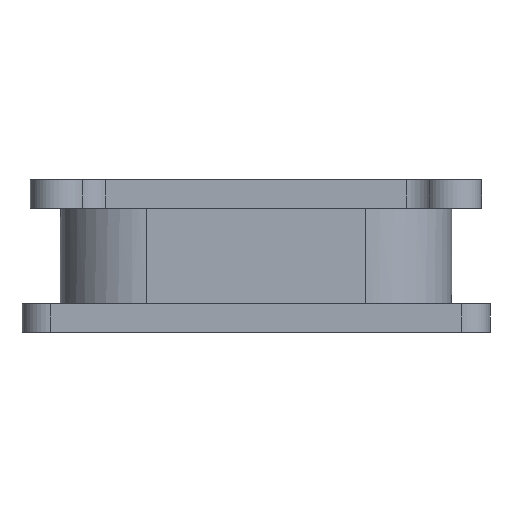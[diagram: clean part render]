
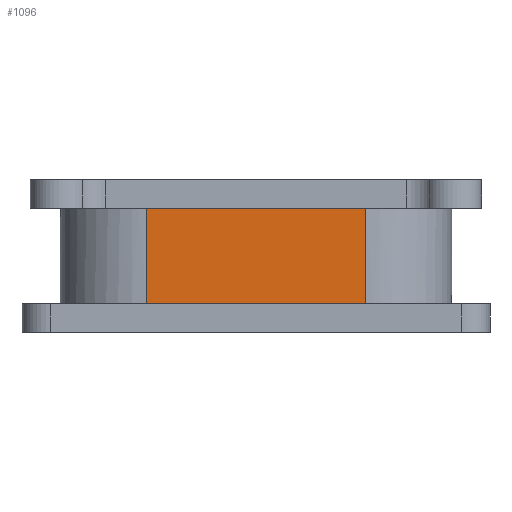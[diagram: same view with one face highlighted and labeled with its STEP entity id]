
A CAD part, front view. The second image highlights one B-rep face of the part: STEP entity #1096.
In plain terms, the highlighted free-form (B-spline) face has degree [1, 1] with [2, 2] control points.
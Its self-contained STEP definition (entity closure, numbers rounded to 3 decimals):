
#470 = VERTEX_POINT('',#471);
#471 = CARTESIAN_POINT('',(49.757,-88.697,
    56.247));
#517 = VERTEX_POINT('',#518);
#518 = CARTESIAN_POINT('',(-49.757,-88.697,
    56.247));
#524 = EDGE_CURVE('',#517,#470,#525,.T.);
#525 = B_SPLINE_CURVE_WITH_KNOTS('',1,(#526,#527),.UNSPECIFIED.,.F.,.F.,
  (2,2),(0.,73.025),.PIECEWISE_BEZIER_KNOTS.);
#526 = CARTESIAN_POINT('',(-49.757,-88.697,
    56.247));
#527 = CARTESIAN_POINT('',(49.757,-88.697,
    56.247));
#1077 = VERTEX_POINT('',#1078);
#1078 = CARTESIAN_POINT('',(-49.757,-88.697,
    12.98));
#1084 = EDGE_CURVE('',#517,#1077,#1085,.T.);
#1085 = B_SPLINE_CURVE_WITH_KNOTS('',1,(#1086,#1087),.UNSPECIFIED.,.F.,
  .F.,(2,2),(0.,31.75),.PIECEWISE_BEZIER_KNOTS.);
#1086 = CARTESIAN_POINT('',(-49.757,-88.697,
    56.247));
#1087 = CARTESIAN_POINT('',(-49.757,-88.697,
    12.98));
#1096 = ADVANCED_FACE('',(#1097),#1113,.F.);
#1097 = FACE_BOUND('',#1098,.T.);
#1098 = EDGE_LOOP('',(#1099,#1100,#1107,#1112));
#1099 = ORIENTED_EDGE('',*,*,#1084,.T.);
#1100 = ORIENTED_EDGE('',*,*,#1101,.T.);
#1101 = EDGE_CURVE('',#1077,#1102,#1104,.T.);
#1102 = VERTEX_POINT('',#1103);
#1103 = CARTESIAN_POINT('',(49.757,-88.697,
    12.98));
#1104 = B_SPLINE_CURVE_WITH_KNOTS('',1,(#1105,#1106),.UNSPECIFIED.,.F.,
  .F.,(2,2),(31.814,104.839),.PIECEWISE_BEZIER_KNOTS.);
#1105 = CARTESIAN_POINT('',(-49.757,-88.697,
    12.98));
#1106 = CARTESIAN_POINT('',(49.757,-88.697,
    12.98));
#1107 = ORIENTED_EDGE('',*,*,#1108,.F.);
#1108 = EDGE_CURVE('',#470,#1102,#1109,.T.);
#1109 = B_SPLINE_CURVE_WITH_KNOTS('',1,(#1110,#1111),.UNSPECIFIED.,.F.,
  .F.,(2,2),(0.,31.75),.PIECEWISE_BEZIER_KNOTS.);
#1110 = CARTESIAN_POINT('',(49.757,-88.697,
    56.247));
#1111 = CARTESIAN_POINT('',(49.757,-88.697,
    12.98));
#1112 = ORIENTED_EDGE('',*,*,#524,.F.);
#1113 = B_SPLINE_SURFACE_WITH_KNOTS('',1,1,(
    (#1114,#1115)
    ,(#1116,#1117
    )),.UNSPECIFIED.,.F.,.F.,.F.,(2,2),(2,2),(-31.75,0.),(0.,73.025),
  .PIECEWISE_BEZIER_KNOTS.);
#1114 = CARTESIAN_POINT('',(-49.757,-88.697,
    12.98));
#1115 = CARTESIAN_POINT('',(49.757,-88.697,
    12.98));
#1116 = CARTESIAN_POINT('',(-49.757,-88.697,
    56.247));
#1117 = CARTESIAN_POINT('',(49.757,-88.697,
    56.247));
